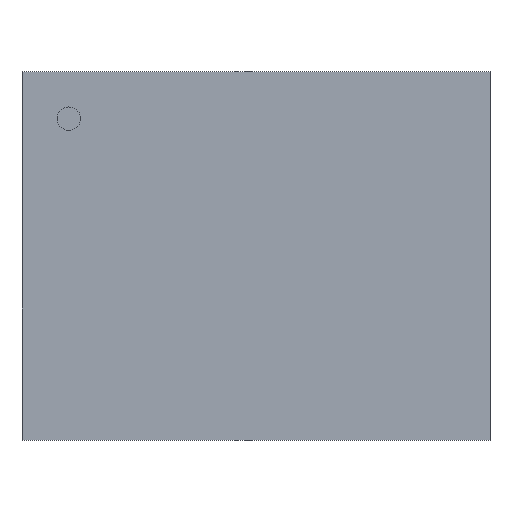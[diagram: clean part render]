
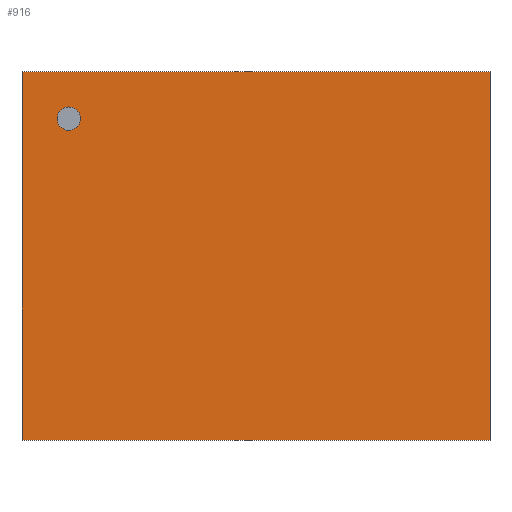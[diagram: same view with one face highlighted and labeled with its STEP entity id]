
A CAD part, top view. The second image highlights one B-rep face of the part: STEP entity #916.
In plain terms, the highlighted planar face has unit normal (0, 0, 1).
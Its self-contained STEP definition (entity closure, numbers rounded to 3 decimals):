
#692=CARTESIAN_POINT('',(1.372,-1.08,0.686));
#691=VERTEX_POINT('',#692);
#702=CARTESIAN_POINT('',(-1.372,-1.08,0.686));
#701=VERTEX_POINT('',#702);
#700=EDGE_CURVE('',#701,#691,#705,.T.);
#705=LINE('',#702,#707);
#707=VECTOR('',#708,2.743);
#708=DIRECTION('',(1.0,0.0,0.0));
#741=CARTESIAN_POINT('',(1.372,1.08,0.686));
#740=VERTEX_POINT('',#741);
#749=EDGE_CURVE('',#691,#740,#754,.T.);
#754=LINE('',#692,#756);
#756=VECTOR('',#757,2.159);
#757=DIRECTION('',(0.0,1.0,0.0));
#790=CARTESIAN_POINT('',(-1.372,1.08,0.686));
#789=VERTEX_POINT('',#790);
#798=EDGE_CURVE('',#740,#789,#803,.T.);
#803=LINE('',#741,#805);
#805=VECTOR('',#806,2.743);
#806=DIRECTION('',(-1.0,0.0,0.0));
#847=EDGE_CURVE('',#789,#701,#852,.T.);
#852=LINE('',#790,#854);
#854=VECTOR('',#855,2.159);
#855=DIRECTION('',(0.0,-1.0,0.0));
#916=ADVANCED_FACE('',(#922),#917,.T.);
#917=PLANE('',#918);
#918=AXIS2_PLACEMENT_3D('',#919,#920,#921);
#919=CARTESIAN_POINT('',(-1.372,-1.08,0.686));
#920=DIRECTION('',(0.0,0.0,1.0));
#921=DIRECTION('',(0.,1.,0.));
#922=FACE_OUTER_BOUND('',#923,.T.);
#923=EDGE_LOOP('',(#924,#934,#944,#954));
#924=ORIENTED_EDGE('',*,*,#700,.T.);
#934=ORIENTED_EDGE('',*,*,#749,.T.);
#944=ORIENTED_EDGE('',*,*,#798,.T.);
#954=ORIENTED_EDGE('',*,*,#847,.T.);
